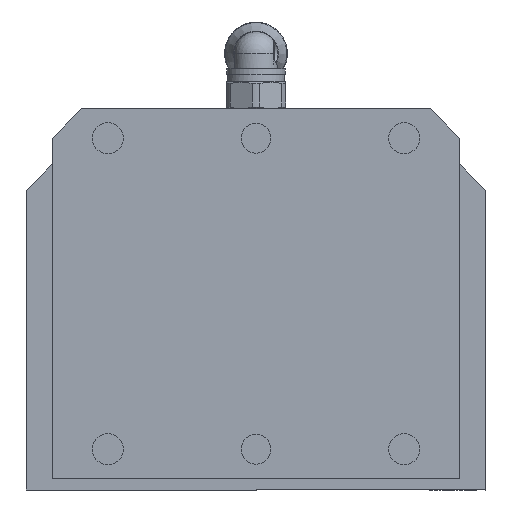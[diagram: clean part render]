
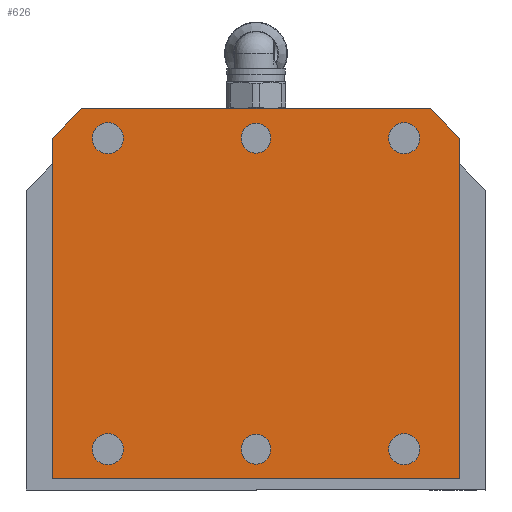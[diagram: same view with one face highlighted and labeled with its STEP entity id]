
A CAD part, left-side view. The second image highlights one B-rep face of the part: STEP entity #626.
In plain terms, the highlighted planar face has unit normal (-1, 0, 0).
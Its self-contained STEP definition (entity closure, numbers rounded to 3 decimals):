
#626 = ADVANCED_FACE( '', ( #1440, #1441, #1442, #1443, #1444, #1445, #1446 ), #1447, .F. );
#1440 = FACE_BOUND( '', #2406, .T. );
#1441 = FACE_BOUND( '', #2407, .T. );
#1442 = FACE_BOUND( '', #2408, .T. );
#1443 = FACE_BOUND( '', #2409, .T. );
#1444 = FACE_BOUND( '', #2410, .T. );
#1445 = FACE_BOUND( '', #2411, .T. );
#1446 = FACE_OUTER_BOUND( '', #2412, .T. );
#1447 = PLANE( '', #2413 );
#2406 = EDGE_LOOP( '', ( #4066 ) );
#2407 = EDGE_LOOP( '', ( #4067 ) );
#2408 = EDGE_LOOP( '', ( #4068 ) );
#2409 = EDGE_LOOP( '', ( #4069 ) );
#2410 = EDGE_LOOP( '', ( #4070 ) );
#2411 = EDGE_LOOP( '', ( #4071 ) );
#2412 = EDGE_LOOP( '', ( #4072, #4073, #4074, #4075, #4076, #4077 ) );
#2413 = AXIS2_PLACEMENT_3D( '', #4078, #4079, #4080 );
#4066 = ORIENTED_EDGE( '', *, *, #5520, .T. );
#4067 = ORIENTED_EDGE( '', *, *, #5521, .T. );
#4068 = ORIENTED_EDGE( '', *, *, #5522, .T. );
#4069 = ORIENTED_EDGE( '', *, *, #5523, .T. );
#4070 = ORIENTED_EDGE( '', *, *, #5252, .T. );
#4071 = ORIENTED_EDGE( '', *, *, #5524, .T. );
#4072 = ORIENTED_EDGE( '', *, *, #5525, .F. );
#4073 = ORIENTED_EDGE( '', *, *, #5526, .F. );
#4074 = ORIENTED_EDGE( '', *, *, #5147, .F. );
#4075 = ORIENTED_EDGE( '', *, *, #5527, .F. );
#4076 = ORIENTED_EDGE( '', *, *, #5528, .F. );
#4077 = ORIENTED_EDGE( '', *, *, #5529, .F. );
#4078 = CARTESIAN_POINT( '', ( -75., 0., 75. ) );
#4079 = DIRECTION( '', ( 1., 0., 0. ) );
#4080 = DIRECTION( '', ( 0., 0., 1. ) );
#5147 = EDGE_CURVE( '', #6125, #6126, #6127, .T. );
#5252 = EDGE_CURVE( '', #6284, #6284, #6285, .T. );
#5520 = EDGE_CURVE( '', #6673, #6673, #6674, .T. );
#5521 = EDGE_CURVE( '', #6675, #6675, #6676, .T. );
#5522 = EDGE_CURVE( '', #6677, #6677, #6678, .T. );
#5523 = EDGE_CURVE( '', #6679, #6679, #6680, .T. );
#5524 = EDGE_CURVE( '', #6681, #6681, #6682, .T. );
#5525 = EDGE_CURVE( '', #6683, #6684, #6685, .T. );
#5526 = EDGE_CURVE( '', #6126, #6683, #6686, .T. );
#5527 = EDGE_CURVE( '', #6687, #6125, #6688, .T. );
#5528 = EDGE_CURVE( '', #6689, #6687, #6690, .T. );
#5529 = EDGE_CURVE( '', #6684, #6689, #6691, .T. );
#6125 = VERTEX_POINT( '', #7430 );
#6126 = VERTEX_POINT( '', #7431 );
#6127 = LINE( '', #7432, #7433 );
#6284 = VERTEX_POINT( '', #7658 );
#6285 = CIRCLE( '', #7659, 2.01 );
#6673 = VERTEX_POINT( '', #8261 );
#6674 = CIRCLE( '', #8262, 2.1 );
#6675 = VERTEX_POINT( '', #8263 );
#6676 = CIRCLE( '', #8264, 2.1 );
#6677 = VERTEX_POINT( '', #8265 );
#6678 = CIRCLE( '', #8266, 2.1 );
#6679 = VERTEX_POINT( '', #8267 );
#6680 = CIRCLE( '', #8268, 2.1 );
#6681 = VERTEX_POINT( '', #8269 );
#6682 = CIRCLE( '', #8270, 2.01 );
#6683 = VERTEX_POINT( '', #8271 );
#6684 = VERTEX_POINT( '', #8272 );
#6685 = LINE( '', #8273, #8274 );
#6686 = LINE( '', #8275, #8276 );
#6687 = VERTEX_POINT( '', #8277 );
#6688 = LINE( '', #8278, #8279 );
#6689 = VERTEX_POINT( '', #8280 );
#6690 = LINE( '', #8281, #8282 );
#6691 = LINE( '', #8283, #8284 );
#7430 = CARTESIAN_POINT( '', ( -75., -27.5, 1.5 ) );
#7431 = CARTESIAN_POINT( '', ( -75., 27.5, 1.5 ) );
#7432 = CARTESIAN_POINT( '', ( -75., -27.5, 1.5 ) );
#7433 = VECTOR( '', #8914, 1000. );
#7658 = CARTESIAN_POINT( '', ( -75., 2.01, 5.5 ) );
#7659 = AXIS2_PLACEMENT_3D( '', #9030, #9031, #9032 );
#8261 = CARTESIAN_POINT( '', ( -75., 22.1, 5.5 ) );
#8262 = AXIS2_PLACEMENT_3D( '', #9306, #9307, #9308 );
#8263 = CARTESIAN_POINT( '', ( -75., -17.9, 5.5 ) );
#8264 = AXIS2_PLACEMENT_3D( '', #9309, #9310, #9311 );
#8265 = CARTESIAN_POINT( '', ( -75., 22.1, 47.5 ) );
#8266 = AXIS2_PLACEMENT_3D( '', #9312, #9313, #9314 );
#8267 = CARTESIAN_POINT( '', ( -75., -17.9, 47.5 ) );
#8268 = AXIS2_PLACEMENT_3D( '', #9315, #9316, #9317 );
#8269 = CARTESIAN_POINT( '', ( -75., 2.01, 47.5 ) );
#8270 = AXIS2_PLACEMENT_3D( '', #9318, #9319, #9320 );
#8271 = CARTESIAN_POINT( '', ( -75., 27.5, 47.5 ) );
#8272 = CARTESIAN_POINT( '', ( -75., 23.5, 51.5 ) );
#8273 = CARTESIAN_POINT( '', ( -75., 27.5, 47.5 ) );
#8274 = VECTOR( '', #9321, 1000. );
#8275 = CARTESIAN_POINT( '', ( -75., 27.5, 1.5 ) );
#8276 = VECTOR( '', #9322, 1000. );
#8277 = CARTESIAN_POINT( '', ( -75., -27.5, 47.5 ) );
#8278 = CARTESIAN_POINT( '', ( -75., -27.5, 47.5 ) );
#8279 = VECTOR( '', #9323, 1000. );
#8280 = CARTESIAN_POINT( '', ( -75., -23.5, 51.5 ) );
#8281 = CARTESIAN_POINT( '', ( -75., -23.5, 51.5 ) );
#8282 = VECTOR( '', #9324, 1000. );
#8283 = CARTESIAN_POINT( '', ( -75., 23.5, 51.5 ) );
#8284 = VECTOR( '', #9325, 1000. );
#8914 = DIRECTION( '', ( 0., 1., 0. ) );
#9030 = CARTESIAN_POINT( '', ( -75., 0., 5.5 ) );
#9031 = DIRECTION( '', ( 1., 0., 0. ) );
#9032 = DIRECTION( '', ( 0., 1., 0. ) );
#9306 = CARTESIAN_POINT( '', ( -75., 20., 5.5 ) );
#9307 = DIRECTION( '', ( 1., 0., 0. ) );
#9308 = DIRECTION( '', ( 0., 1., 0. ) );
#9309 = CARTESIAN_POINT( '', ( -75., -20., 5.5 ) );
#9310 = DIRECTION( '', ( 1., 0., 0. ) );
#9311 = DIRECTION( '', ( 0., 1., 0. ) );
#9312 = CARTESIAN_POINT( '', ( -75., 20., 47.5 ) );
#9313 = DIRECTION( '', ( 1., 0., 0. ) );
#9314 = DIRECTION( '', ( 0., 1., 0. ) );
#9315 = CARTESIAN_POINT( '', ( -75., -20., 47.5 ) );
#9316 = DIRECTION( '', ( 1., 0., 0. ) );
#9317 = DIRECTION( '', ( 0., 1., 0. ) );
#9318 = CARTESIAN_POINT( '', ( -75., 0., 47.5 ) );
#9319 = DIRECTION( '', ( 1., 0., 0. ) );
#9320 = DIRECTION( '', ( 0., 1., 0. ) );
#9321 = DIRECTION( '', ( 0., -0.707, 0.707 ) );
#9322 = DIRECTION( '', ( 0., 0., 1. ) );
#9323 = DIRECTION( '', ( 0., 0., -1. ) );
#9324 = DIRECTION( '', ( 0., -0.707, -0.707 ) );
#9325 = DIRECTION( '', ( 0., -1., 0. ) );
